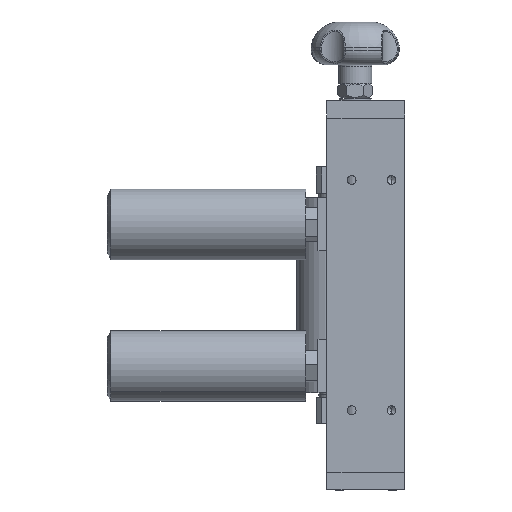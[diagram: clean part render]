
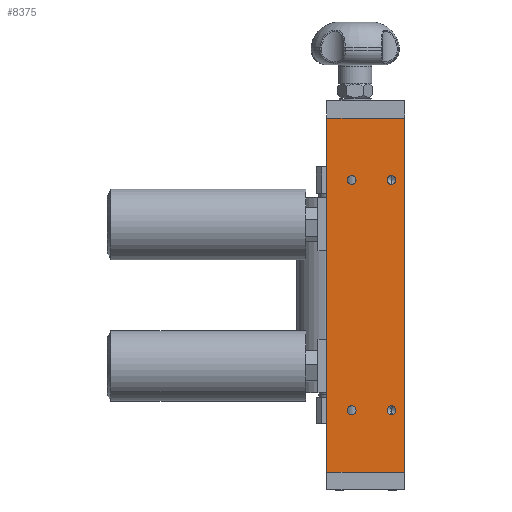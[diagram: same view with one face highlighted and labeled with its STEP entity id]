
A CAD part, left-side view. The second image highlights one B-rep face of the part: STEP entity #8375.
In plain terms, the highlighted planar face has unit normal (-1, 0, 0).
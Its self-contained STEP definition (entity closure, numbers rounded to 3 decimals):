
#360 = CARTESIAN_POINT ( 'NONE',  ( 0., 30., -167.5 ) ) ;
#367 = CARTESIAN_POINT ( 'NONE',  ( 0., 7.5, -32.5 ) ) ;
#464 = CARTESIAN_POINT ( 'NONE',  ( 0., 0., 0. ) ) ;
#508 = CARTESIAN_POINT ( 'NONE',  ( 0., 30., -32.5 ) ) ;
#586 = CARTESIAN_POINT ( 'NONE',  ( 0., 7.5, -37.5 ) ) ;
#1214 = EDGE_LOOP ( 'NONE', ( #7109, #7110, #7111, #7112 ) ) ;
#1232 = EDGE_LOOP ( 'NONE', ( #7101, #7102 ) ) ;
#1244 = EDGE_LOOP ( 'NONE', ( #7103, #7104 ) ) ;
#1277 = EDGE_LOOP ( 'NONE', ( #7107, #7108 ) ) ;
#1293 = EDGE_LOOP ( 'NONE', ( #7105, #7106 ) ) ;
#2516 = CARTESIAN_POINT ( 'NONE',  ( 0., 30., -165. ) ) ;
#2517 = DIRECTION ( 'NONE',  ( -1., 0., 0. ) ) ;
#2518 = DIRECTION ( 'NONE',  ( 0., 0., 1. ) ) ;
#2520 = CARTESIAN_POINT ( 'NONE',  ( 0., 30., -35. ) ) ;
#2521 = DIRECTION ( 'NONE',  ( -1., 0., 0. ) ) ;
#2522 = DIRECTION ( 'NONE',  ( 0., 0., 1. ) ) ;
#2532 = CARTESIAN_POINT ( 'NONE',  ( 0., 7.5, -165. ) ) ;
#2533 = DIRECTION ( 'NONE',  ( -1., 0., 0. ) ) ;
#2534 = DIRECTION ( 'NONE',  ( 0., 0., 1. ) ) ;
#2546 = CARTESIAN_POINT ( 'NONE',  ( 0., 7.5, -35. ) ) ;
#2547 = DIRECTION ( 'NONE',  ( -1., 0., 0. ) ) ;
#2548 = DIRECTION ( 'NONE',  ( 0., 0., 1. ) ) ;
#2779 = CARTESIAN_POINT ( 'NONE',  ( 0., 44., -200. ) ) ;
#2823 = CARTESIAN_POINT ( 'NONE',  ( 0., 30., -162.5 ) ) ;
#2825 = CARTESIAN_POINT ( 'NONE',  ( 0., 0., -200. ) ) ;
#2948 = CARTESIAN_POINT ( 'NONE',  ( 0., 44., 0. ) ) ;
#2992 = CARTESIAN_POINT ( 'NONE',  ( 0., 30., -37.5 ) ) ;
#3685 = FACE_BOUND ( 'NONE', #1232, .T. ) ;
#3689 = FACE_BOUND ( 'NONE', #1293, .T. ) ;
#3690 = FACE_OUTER_BOUND ( 'NONE', #1214, .T. ) ;
#3691 = FACE_BOUND ( 'NONE', #1277, .T. ) ;
#3692 = FACE_BOUND ( 'NONE', #1244, .T. ) ;
#5459 = AXIS2_PLACEMENT_3D ( 'NONE', #14866, #14867, #14868 ) ;
#5460 = AXIS2_PLACEMENT_3D ( 'NONE', #14869, #14870, #14871 ) ;
#5461 = AXIS2_PLACEMENT_3D ( 'NONE', #14874, #14875, #14876 ) ;
#5462 = AXIS2_PLACEMENT_3D ( 'NONE', #14878, #14879, #14880 ) ;
#6674 = AXIS2_PLACEMENT_3D ( 'NONE', #12902, #12900, #12906 ) ;
#6881 = AXIS2_PLACEMENT_3D ( 'NONE', #2516, #2517, #2518 ) ;
#6882 = AXIS2_PLACEMENT_3D ( 'NONE', #2520, #2521, #2522 ) ;
#6884 = AXIS2_PLACEMENT_3D ( 'NONE', #2532, #2533, #2534 ) ;
#6886 = AXIS2_PLACEMENT_3D ( 'NONE', #2546, #2547, #2548 ) ;
#7101 = ORIENTED_EDGE ( 'NONE', *, *, #8867, .F. ) ;
#7102 = ORIENTED_EDGE ( 'NONE', *, *, #8744, .F. ) ;
#7103 = ORIENTED_EDGE ( 'NONE', *, *, #8868, .F. ) ;
#7104 = ORIENTED_EDGE ( 'NONE', *, *, #8745, .F. ) ;
#7105 = ORIENTED_EDGE ( 'NONE', *, *, #8869, .F. ) ;
#7106 = ORIENTED_EDGE ( 'NONE', *, *, #8749, .F. ) ;
#7107 = ORIENTED_EDGE ( 'NONE', *, *, #8870, .F. ) ;
#7108 = ORIENTED_EDGE ( 'NONE', *, *, #8755, .F. ) ;
#7109 = ORIENTED_EDGE ( 'NONE', *, *, #8871, .F. ) ;
#7110 = ORIENTED_EDGE ( 'NONE', *, *, #8872, .F. ) ;
#7111 = ORIENTED_EDGE ( 'NONE', *, *, #8852, .T. ) ;
#7112 = ORIENTED_EDGE ( 'NONE', *, *, #8873, .T. ) ;
#7406 = VERTEX_POINT ( 'NONE', #12508 ) ;
#7422 = VERTEX_POINT ( 'NONE', #12524 ) ;
#7493 = VERTEX_POINT ( 'NONE', #2779 ) ;
#7537 = VERTEX_POINT ( 'NONE', #2823 ) ;
#7539 = VERTEX_POINT ( 'NONE', #2825 ) ;
#7662 = VERTEX_POINT ( 'NONE', #2948 ) ;
#7706 = VERTEX_POINT ( 'NONE', #2992 ) ;
#7821 = VERTEX_POINT ( 'NONE', #360 ) ;
#7825 = VERTEX_POINT ( 'NONE', #367 ) ;
#7877 = VERTEX_POINT ( 'NONE', #464 ) ;
#7901 = VERTEX_POINT ( 'NONE', #508 ) ;
#7943 = VERTEX_POINT ( 'NONE', #586 ) ;
#8375 = ADVANCED_FACE ( 'Face11', ( #3685, #3692, #3689, #3691, #3690 ), #12904, .T. ) ;
#8744 = EDGE_CURVE ( 'Edge28', #7821, #7537, #9061, .T. ) ;
#8745 = EDGE_CURVE ( 'NONE', #7706, #7901, #9063, .T. ) ;
#8749 = EDGE_CURVE ( 'Edge10', #7406, #7422, #9067, .T. ) ;
#8755 = EDGE_CURVE ( 'NONE', #7943, #7825, #9077, .T. ) ;
#8852 = EDGE_CURVE ( 'NONE', #7493, #7539, #9199, .T. ) ;
#8867 = EDGE_CURVE ( 'Edge28', #7537, #7821, #9226, .T. ) ;
#8868 = EDGE_CURVE ( 'NONE', #7901, #7706, #9227, .T. ) ;
#8869 = EDGE_CURVE ( 'Edge10', #7422, #7406, #9228, .T. ) ;
#8870 = EDGE_CURVE ( 'NONE', #7825, #7943, #9229, .T. ) ;
#8871 = EDGE_CURVE ( 'Edge2', #7662, #7877, #9230, .T. ) ;
#8872 = EDGE_CURVE ( 'Edge39', #7493, #7662, #9222, .T. ) ;
#8873 = EDGE_CURVE ( 'NONE', #7539, #7877, #9233, .T. ) ;
#9061 = CIRCLE ( 'NONE', #6881, 2.5 ) ;
#9063 = CIRCLE ( 'NONE', #6882, 2.5 ) ;
#9067 = CIRCLE ( 'NONE', #6884, 2.5 ) ;
#9077 = CIRCLE ( 'NONE', #6886, 2.5 ) ;
#9199 = LINE ( 'NONE', #14827, #9201 ) ;
#9201 = VECTOR ( 'NONE', #14828, 1000. ) ;
#9222 = LINE ( 'NONE', #14877, #9234 ) ;
#9226 = CIRCLE ( 'NONE', #5459, 2.5 ) ;
#9227 = CIRCLE ( 'NONE', #5460, 2.5 ) ;
#9228 = CIRCLE ( 'NONE', #5461, 2.5 ) ;
#9229 = CIRCLE ( 'NONE', #5462, 2.5 ) ;
#9230 = LINE ( 'NONE', #14872, #9232 ) ;
#9232 = VECTOR ( 'NONE', #14873, 1000. ) ;
#9233 = LINE ( 'NONE', #14882, #9236 ) ;
#9234 = VECTOR ( 'NONE', #14881, 1000. ) ;
#9236 = VECTOR ( 'NONE', #14883, 1000. ) ;
#12508 = CARTESIAN_POINT ( 'NONE',  ( 0., 7.5, -167.5 ) ) ;
#12524 = CARTESIAN_POINT ( 'NONE',  ( 0., 7.5, -162.5 ) ) ;
#12900 = DIRECTION ( 'NONE',  ( -1., 0., 0. ) ) ;
#12902 = CARTESIAN_POINT ( 'NONE',  ( 0., 44., -200. ) ) ;
#12904 = PLANE ( 'NONE',  #6674 ) ;
#12906 = DIRECTION ( 'NONE',  ( 0., 0., 1. ) ) ;
#14827 = CARTESIAN_POINT ( 'NONE',  ( 0., 44., -200. ) ) ;
#14828 = DIRECTION ( 'NONE',  ( 0., -1., 0. ) ) ;
#14866 = CARTESIAN_POINT ( 'NONE',  ( 0., 30., -165. ) ) ;
#14867 = DIRECTION ( 'NONE',  ( -1., 0., 0. ) ) ;
#14868 = DIRECTION ( 'NONE',  ( 0., 0., 1. ) ) ;
#14869 = CARTESIAN_POINT ( 'NONE',  ( 0., 30., -35. ) ) ;
#14870 = DIRECTION ( 'NONE',  ( -1., 0., 0. ) ) ;
#14871 = DIRECTION ( 'NONE',  ( 0., 0., 1. ) ) ;
#14872 = CARTESIAN_POINT ( 'NONE',  ( 0., 44., 0. ) ) ;
#14873 = DIRECTION ( 'NONE',  ( 0., -1., 0. ) ) ;
#14874 = CARTESIAN_POINT ( 'NONE',  ( 0., 7.5, -165. ) ) ;
#14875 = DIRECTION ( 'NONE',  ( -1., 0., 0. ) ) ;
#14876 = DIRECTION ( 'NONE',  ( 0., 0., 1. ) ) ;
#14877 = CARTESIAN_POINT ( 'NONE',  ( 0., 44., -200. ) ) ;
#14878 = CARTESIAN_POINT ( 'NONE',  ( 0., 7.5, -35. ) ) ;
#14879 = DIRECTION ( 'NONE',  ( -1., 0., 0. ) ) ;
#14880 = DIRECTION ( 'NONE',  ( 0., 0., 1. ) ) ;
#14881 = DIRECTION ( 'NONE',  ( 0., 0., 1. ) ) ;
#14882 = CARTESIAN_POINT ( 'NONE',  ( 0., 0., -200. ) ) ;
#14883 = DIRECTION ( 'NONE',  ( 0., 0., 1. ) ) ;
